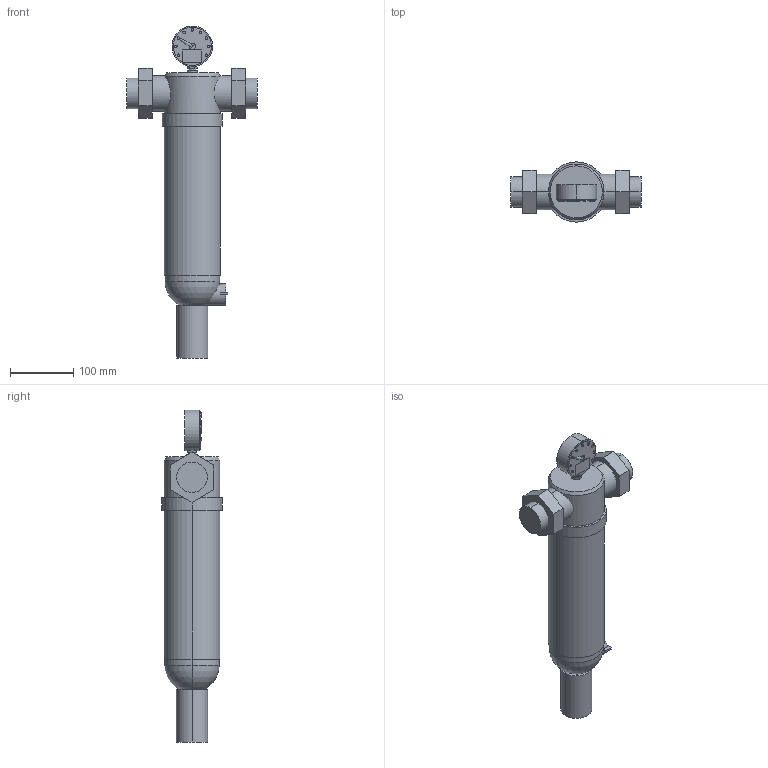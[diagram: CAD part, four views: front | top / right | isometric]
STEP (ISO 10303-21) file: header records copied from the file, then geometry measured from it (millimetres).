
FILE_DESCRIPTION(('no description'),'unknown implementation level');
FILE_NAME('VDI3805_F76S-11_2AA_3D.stp',' ',('pit-cup GmbH'),('ccLab - KiM Gmbh - www.kimweb.de'),'unknown preprocess','ACIS','unknown authorization');
FILE_SCHEMA(('automotive_design'));
Length unit declared in the file: millimetre
Products named in the file (1): 1
Bounding box: 205 x 95 x 523 mm (x, y, z)
Volume: 2772297.8 mm3; surface area: 168995.3 mm2
Topology: 1 solids, 1 shells, 117 faces, 269 edges, 177 vertices
Faces by surface type: plane 61, cylinder 49, cone 5, sphere 2
Entity records: 7095 total; most frequent: CARTESIAN_POINT 1168, DIRECTION 603, STYLED_ITEM 564, PRESENTATION_STYLE_ASSIGNMENT 564, COLOUR_RGB 564, ORIENTED_EDGE 538, EDGE_CURVE 269, CURVE_STYLE 269
